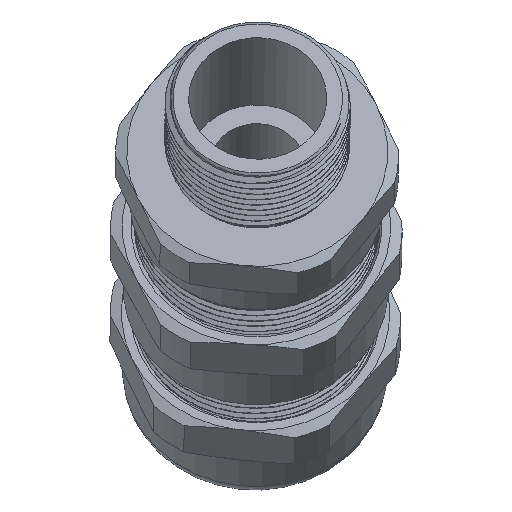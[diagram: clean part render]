
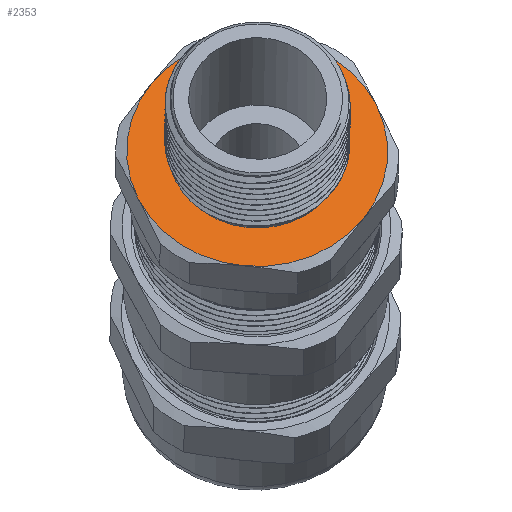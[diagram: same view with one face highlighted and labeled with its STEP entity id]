
A CAD part, left-side view. The second image highlights one B-rep face of the part: STEP entity #2353.
In plain terms, the highlighted face is planar.
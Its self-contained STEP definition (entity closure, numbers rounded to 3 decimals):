
#267=PLANE('',#2735);
#402=FACE_BOUND('',#777,.T.);
#541=FACE_OUTER_BOUND('',#776,.T.);
#776=EDGE_LOOP('',(#2006,#2007,#2008,#2009,#2010,#2011));
#777=EDGE_LOOP('',(#2012));
#956=CIRCLE('',#2736,17.5);
#957=CIRCLE('',#2737,17.5);
#958=CIRCLE('',#2738,17.5);
#959=CIRCLE('',#2739,17.5);
#960=CIRCLE('',#2740,17.5);
#961=CIRCLE('',#2741,17.5);
#962=CIRCLE('',#2742,11.654);
#1201=VERTEX_POINT('',#9203);
#1202=VERTEX_POINT('',#9204);
#1203=VERTEX_POINT('',#9206);
#1204=VERTEX_POINT('',#9208);
#1205=VERTEX_POINT('',#9210);
#1206=VERTEX_POINT('',#9212);
#1207=VERTEX_POINT('',#9215);
#1480=EDGE_CURVE('',#1201,#1202,#956,.T.);
#1481=EDGE_CURVE('',#1203,#1201,#957,.T.);
#1482=EDGE_CURVE('',#1204,#1203,#958,.T.);
#1483=EDGE_CURVE('',#1205,#1204,#959,.T.);
#1484=EDGE_CURVE('',#1206,#1205,#960,.T.);
#1485=EDGE_CURVE('',#1202,#1206,#961,.T.);
#1486=EDGE_CURVE('',#1207,#1207,#962,.T.);
#2006=ORIENTED_EDGE('',*,*,#1480,.F.);
#2007=ORIENTED_EDGE('',*,*,#1481,.F.);
#2008=ORIENTED_EDGE('',*,*,#1482,.F.);
#2009=ORIENTED_EDGE('',*,*,#1483,.F.);
#2010=ORIENTED_EDGE('',*,*,#1484,.F.);
#2011=ORIENTED_EDGE('',*,*,#1485,.F.);
#2012=ORIENTED_EDGE('',*,*,#1486,.F.);
#2353=ADVANCED_FACE('',(#541,#402),#267,.T.);
#2735=AXIS2_PLACEMENT_3D('',#9202,#3354,#3355);
#2736=AXIS2_PLACEMENT_3D('',#9205,#3356,#3357);
#2737=AXIS2_PLACEMENT_3D('',#9207,#3358,#3359);
#2738=AXIS2_PLACEMENT_3D('',#9209,#3360,#3361);
#2739=AXIS2_PLACEMENT_3D('',#9211,#3362,#3363);
#2740=AXIS2_PLACEMENT_3D('',#9213,#3364,#3365);
#2741=AXIS2_PLACEMENT_3D('',#9214,#3366,#3367);
#2742=AXIS2_PLACEMENT_3D('',#9216,#3368,#3369);
#3354=DIRECTION('center_axis',(-1.,0.,0.));
#3355=DIRECTION('ref_axis',(0.,0.,1.));
#3356=DIRECTION('center_axis',(1.,0.,0.));
#3357=DIRECTION('ref_axis',(0.,-1.,0.));
#3358=DIRECTION('center_axis',(1.,0.,0.));
#3359=DIRECTION('ref_axis',(0.,-1.,0.));
#3360=DIRECTION('center_axis',(1.,0.,0.));
#3361=DIRECTION('ref_axis',(0.,-1.,0.));
#3362=DIRECTION('center_axis',(1.,0.,0.));
#3363=DIRECTION('ref_axis',(0.,-1.,0.));
#3364=DIRECTION('center_axis',(1.,0.,0.));
#3365=DIRECTION('ref_axis',(0.,-1.,0.));
#3366=DIRECTION('center_axis',(1.,0.,0.));
#3367=DIRECTION('ref_axis',(0.,-1.,0.));
#3368=DIRECTION('center_axis',(-1.,0.,0.));
#3369=DIRECTION('ref_axis',(0.,0.,1.));
#9202=CARTESIAN_POINT('Origin',(-25.93,18.955,0.));
#9203=CARTESIAN_POINT('',(-25.93,17.5,0.));
#9204=CARTESIAN_POINT('',(-25.93,8.75,15.155));
#9205=CARTESIAN_POINT('Origin',(-25.93,0.,0.));
#9206=CARTESIAN_POINT('',(-25.93,8.75,-15.155));
#9207=CARTESIAN_POINT('Origin',(-25.93,0.,0.));
#9208=CARTESIAN_POINT('',(-25.93,-8.75,-15.155));
#9209=CARTESIAN_POINT('Origin',(-25.93,0.,0.));
#9210=CARTESIAN_POINT('',(-25.93,-17.5,0.));
#9211=CARTESIAN_POINT('Origin',(-25.93,0.,0.));
#9212=CARTESIAN_POINT('',(-25.93,-8.75,15.155));
#9213=CARTESIAN_POINT('Origin',(-25.93,0.,0.));
#9214=CARTESIAN_POINT('Origin',(-25.93,0.,0.));
#9215=CARTESIAN_POINT('',(-25.93,11.654,0.));
#9216=CARTESIAN_POINT('Origin',(-25.93,0.,0.));
